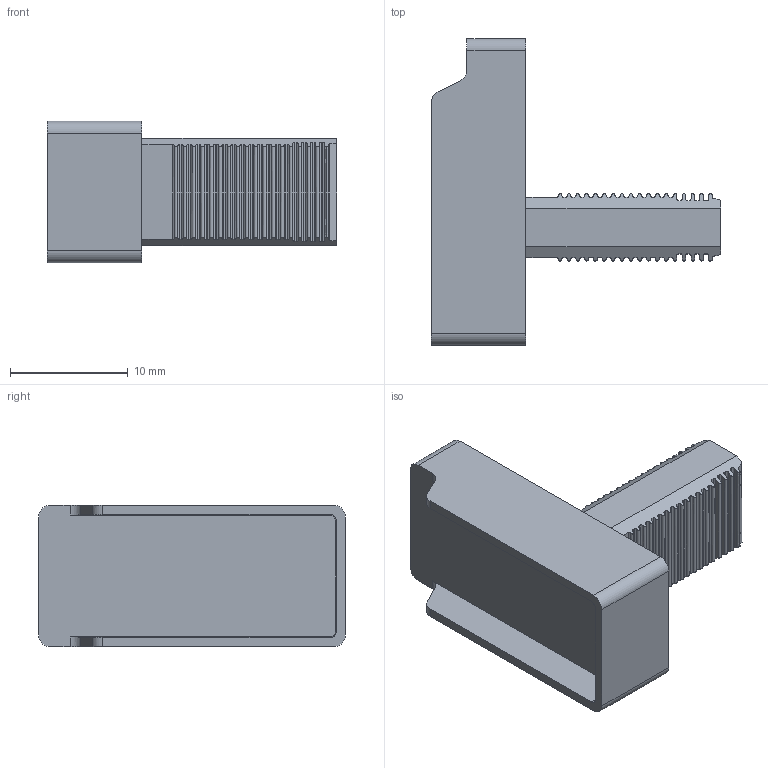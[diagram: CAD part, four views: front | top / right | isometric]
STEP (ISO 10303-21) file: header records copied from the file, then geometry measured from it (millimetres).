
FILE_DESCRIPTION(('SolidDesigner STEP Export'),'2;1');
FILE_NAME('3074062_pot_uw_16-select.stp','2009-10-20T15:52:05',(''),(''),'CoCreate Modeling STEP processor for AP214 (Solid Model)','CoCreate Modeling 16.00A 16-Aug-2008 (C) Parametric Technology GmbH','');
FILE_SCHEMA(('AUTOMOTIVE_DESIGN { 1 0 10303 214 1 1 1 1 }'));
Length unit declared in the file: millimetre
Products named in the file (2): 3074062_pot_uw_16-select
Assembly tree (1 placements, depth 2):
  3074062_pot_uw_16-select
    3074062_pot_uw_16-select
Bounding box: 24.5 x 26 x 12 mm (x, y, z)
Volume: 2391.4 mm3; surface area: 1954 mm2
Topology: 1 solids, 1 shells, 200 faces, 588 edges, 392 vertices
Faces by surface type: cylinder 116, plane 80, bspline 4
Entity records: 8726 total; most frequent: CARTESIAN_POINT 1571, DIRECTION 1194, ORIENTED_EDGE 1176, EDGE_CURVE 588, AXIS2_PLACEMENT_3D 423, VERTEX_POINT 392, VECTOR 348, LINE 348
